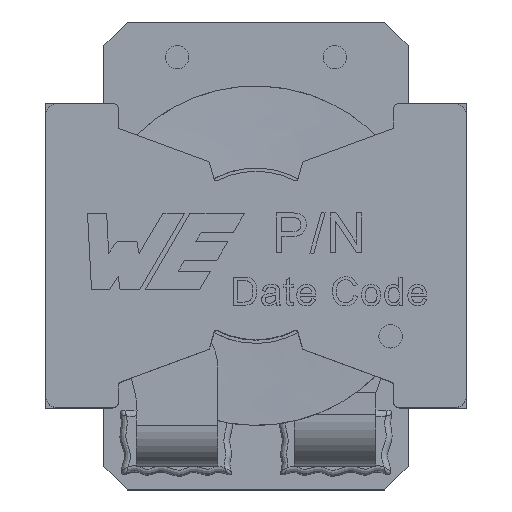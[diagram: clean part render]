
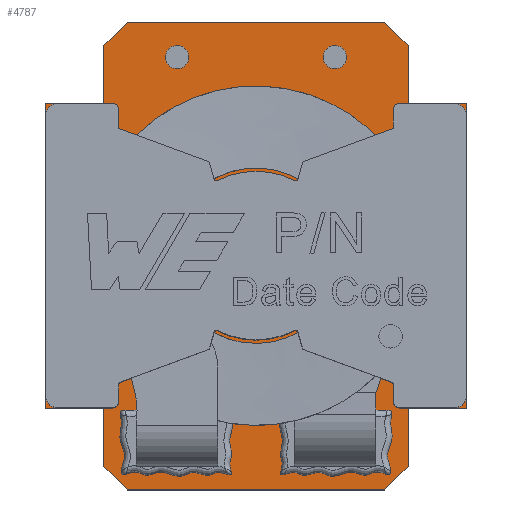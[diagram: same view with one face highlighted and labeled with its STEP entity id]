
A CAD part, top view. The second image highlights one B-rep face of the part: STEP entity #4787.
In plain terms, the highlighted planar face has unit normal (0, 0, 1).
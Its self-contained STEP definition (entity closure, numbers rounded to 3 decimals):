
#341=LINE('',#7058,#788);
#342=LINE('',#7061,#789);
#343=LINE('',#7063,#790);
#344=LINE('',#7065,#791);
#345=LINE('',#7068,#792);
#346=LINE('',#7071,#793);
#347=LINE('',#7073,#794);
#348=LINE('',#7075,#795);
#349=LINE('',#7077,#796);
#350=LINE('',#7079,#797);
#351=LINE('',#7081,#798);
#352=LINE('',#7083,#799);
#353=LINE('',#7085,#800);
#354=LINE('',#7087,#801);
#355=LINE('',#7089,#802);
#356=LINE('',#7091,#803);
#357=LINE('',#7093,#804);
#358=LINE('',#7095,#805);
#359=LINE('',#7097,#806);
#360=LINE('',#7099,#807);
#361=LINE('',#7100,#808);
#362=LINE('',#7103,#809);
#363=LINE('',#7105,#810);
#364=LINE('',#7107,#811);
#788=VECTOR('',#5945,1000.);
#789=VECTOR('',#5946,1000.);
#790=VECTOR('',#5947,1000.);
#791=VECTOR('',#5948,1000.);
#792=VECTOR('',#5951,1000.);
#793=VECTOR('',#5952,1000.);
#794=VECTOR('',#5953,1000.);
#795=VECTOR('',#5954,1000.);
#796=VECTOR('',#5955,1000.);
#797=VECTOR('',#5956,1000.);
#798=VECTOR('',#5957,1000.);
#799=VECTOR('',#5958,1000.);
#800=VECTOR('',#5959,1000.);
#801=VECTOR('',#5960,1000.);
#802=VECTOR('',#5961,1000.);
#803=VECTOR('',#5962,1000.);
#804=VECTOR('',#5963,1000.);
#805=VECTOR('',#5964,1000.);
#806=VECTOR('',#5965,1000.);
#807=VECTOR('',#5966,1000.);
#808=VECTOR('',#5967,1000.);
#809=VECTOR('',#5968,1000.);
#810=VECTOR('',#5969,1000.);
#811=VECTOR('',#5970,1000.);
#1235=ORIENTED_EDGE('',*,*,#2655,.F.);
#1236=ORIENTED_EDGE('',*,*,#2656,.F.);
#1237=ORIENTED_EDGE('',*,*,#2657,.F.);
#1238=ORIENTED_EDGE('',*,*,#2658,.F.);
#1239=ORIENTED_EDGE('',*,*,#2659,.F.);
#1240=ORIENTED_EDGE('',*,*,#2660,.T.);
#1241=ORIENTED_EDGE('',*,*,#2661,.T.);
#1242=ORIENTED_EDGE('',*,*,#2662,.T.);
#1243=ORIENTED_EDGE('',*,*,#2663,.T.);
#1244=ORIENTED_EDGE('',*,*,#2664,.T.);
#1245=ORIENTED_EDGE('',*,*,#2665,.T.);
#1246=ORIENTED_EDGE('',*,*,#2666,.T.);
#1247=ORIENTED_EDGE('',*,*,#2667,.T.);
#1248=ORIENTED_EDGE('',*,*,#2668,.T.);
#1249=ORIENTED_EDGE('',*,*,#2669,.T.);
#1250=ORIENTED_EDGE('',*,*,#2670,.T.);
#1251=ORIENTED_EDGE('',*,*,#2671,.T.);
#1252=ORIENTED_EDGE('',*,*,#2672,.T.);
#1253=ORIENTED_EDGE('',*,*,#2673,.T.);
#1254=ORIENTED_EDGE('',*,*,#2674,.T.);
#1255=ORIENTED_EDGE('',*,*,#2675,.T.);
#1256=ORIENTED_EDGE('',*,*,#2676,.T.);
#1257=ORIENTED_EDGE('',*,*,#2677,.T.);
#1258=ORIENTED_EDGE('',*,*,#2678,.T.);
#1259=ORIENTED_EDGE('',*,*,#2679,.T.);
#1260=ORIENTED_EDGE('',*,*,#2680,.T.);
#2655=EDGE_CURVE('',#3365,#3365,#3838,.T.);
#2656=EDGE_CURVE('',#3366,#3367,#341,.T.);
#2657=EDGE_CURVE('',#3368,#3366,#342,.T.);
#2658=EDGE_CURVE('',#3369,#3368,#343,.T.);
#2659=EDGE_CURVE('',#3367,#3369,#344,.T.);
#2660=EDGE_CURVE('',#3370,#3370,#3839,.T.);
#2661=EDGE_CURVE('',#3371,#3372,#345,.T.);
#2662=EDGE_CURVE('',#3372,#3373,#346,.T.);
#2663=EDGE_CURVE('',#3373,#3374,#347,.T.);
#2664=EDGE_CURVE('',#3374,#3375,#348,.T.);
#2665=EDGE_CURVE('',#3375,#3376,#349,.T.);
#2666=EDGE_CURVE('',#3376,#3377,#350,.T.);
#2667=EDGE_CURVE('',#3377,#3378,#351,.T.);
#2668=EDGE_CURVE('',#3378,#3379,#352,.T.);
#2669=EDGE_CURVE('',#3379,#3380,#353,.T.);
#2670=EDGE_CURVE('',#3380,#3381,#354,.T.);
#2671=EDGE_CURVE('',#3381,#3382,#355,.T.);
#2672=EDGE_CURVE('',#3382,#3383,#356,.T.);
#2673=EDGE_CURVE('',#3383,#3384,#357,.T.);
#2674=EDGE_CURVE('',#3384,#3385,#358,.T.);
#2675=EDGE_CURVE('',#3385,#3386,#359,.T.);
#2676=EDGE_CURVE('',#3386,#3371,#360,.T.);
#2677=EDGE_CURVE('',#3387,#3388,#361,.T.);
#2678=EDGE_CURVE('',#3388,#3389,#362,.T.);
#2679=EDGE_CURVE('',#3389,#3390,#363,.T.);
#2680=EDGE_CURVE('',#3390,#3387,#364,.T.);
#3365=VERTEX_POINT('',#7057);
#3366=VERTEX_POINT('',#7059);
#3367=VERTEX_POINT('',#7060);
#3368=VERTEX_POINT('',#7062);
#3369=VERTEX_POINT('',#7064);
#3370=VERTEX_POINT('',#7067);
#3371=VERTEX_POINT('',#7069);
#3372=VERTEX_POINT('',#7070);
#3373=VERTEX_POINT('',#7072);
#3374=VERTEX_POINT('',#7074);
#3375=VERTEX_POINT('',#7076);
#3376=VERTEX_POINT('',#7078);
#3377=VERTEX_POINT('',#7080);
#3378=VERTEX_POINT('',#7082);
#3379=VERTEX_POINT('',#7084);
#3380=VERTEX_POINT('',#7086);
#3381=VERTEX_POINT('',#7088);
#3382=VERTEX_POINT('',#7090);
#3383=VERTEX_POINT('',#7092);
#3384=VERTEX_POINT('',#7094);
#3385=VERTEX_POINT('',#7096);
#3386=VERTEX_POINT('',#7098);
#3387=VERTEX_POINT('',#7101);
#3388=VERTEX_POINT('',#7102);
#3389=VERTEX_POINT('',#7104);
#3390=VERTEX_POINT('',#7106);
#3838=CIRCLE('',#5607,1.);
#3839=CIRCLE('',#5608,1.);
#3913=EDGE_LOOP('',(#1235));
#3914=EDGE_LOOP('',(#1236,#1237,#1238,#1239));
#3915=EDGE_LOOP('',(#1240));
#3916=EDGE_LOOP('',(#1241,#1242,#1243,#1244,#1245,#1246,#1247,#1248,#1249,
#1250,#1251,#1252,#1253,#1254,#1255,#1256));
#3917=EDGE_LOOP('',(#1257,#1258,#1259,#1260));
#4244=FACE_BOUND('',#3913,.T.);
#4245=FACE_BOUND('',#3914,.T.);
#4246=FACE_BOUND('',#3915,.T.);
#4247=FACE_BOUND('',#3916,.T.);
#4248=FACE_BOUND('',#3917,.T.);
#4575=PLANE('',#5606);
#4787=ADVANCED_FACE('',(#4244,#4245,#4246,#4247,#4248),#4575,.T.);
#5606=AXIS2_PLACEMENT_3D('',#7055,#5941,#5942);
#5607=AXIS2_PLACEMENT_3D('',#7056,#5943,#5944);
#5608=AXIS2_PLACEMENT_3D('',#7066,#5949,#5950);
#5941=DIRECTION('',(0.,0.,1.));
#5942=DIRECTION('',(1.,0.,0.));
#5943=DIRECTION('',(0.,0.,1.));
#5944=DIRECTION('',(1.,0.,0.));
#5945=DIRECTION('',(0.,1.,0.));
#5946=DIRECTION('',(1.,0.,0.));
#5947=DIRECTION('',(0.,-1.,0.));
#5948=DIRECTION('',(-1.,0.,0.));
#5949=DIRECTION('',(0.,0.,-1.));
#5950=DIRECTION('',(1.,0.,0.));
#5951=DIRECTION('',(1.,0.,0.));
#5952=DIRECTION('',(0.707,0.707,0.));
#5953=DIRECTION('',(0.,1.,0.));
#5954=DIRECTION('',(1.,0.,0.));
#5955=DIRECTION('',(0.,1.,0.));
#5956=DIRECTION('',(-1.,0.,0.));
#5957=DIRECTION('',(0.,1.,0.));
#5958=DIRECTION('',(-0.707,0.707,0.));
#5959=DIRECTION('',(-1.,0.,0.));
#5960=DIRECTION('',(-0.707,-0.707,0.));
#5961=DIRECTION('',(0.,-1.,0.));
#5962=DIRECTION('',(-1.,0.,0.));
#5963=DIRECTION('',(0.,-1.,0.));
#5964=DIRECTION('',(1.,0.,0.));
#5965=DIRECTION('',(0.,-1.,0.));
#5966=DIRECTION('',(0.707,-0.707,0.));
#5967=DIRECTION('',(-1.,0.,0.));
#5968=DIRECTION('',(0.,1.,0.));
#5969=DIRECTION('',(1.,0.,0.));
#5970=DIRECTION('',(0.,-1.,0.));
#7055=CARTESIAN_POINT('',(0.,0.,4.));
#7056=CARTESIAN_POINT('',(6.75,17.,4.));
#7057=CARTESIAN_POINT('',(7.75,17.,4.));
#7058=CARTESIAN_POINT('',(10.75,-18.5,4.));
#7059=CARTESIAN_POINT('',(10.75,-18.5,4.));
#7060=CARTESIAN_POINT('',(10.75,-15.5,4.));
#7061=CARTESIAN_POINT('',(2.75,-18.5,4.));
#7062=CARTESIAN_POINT('',(2.75,-18.5,4.));
#7063=CARTESIAN_POINT('',(2.75,-15.5,4.));
#7064=CARTESIAN_POINT('',(2.75,-15.5,4.));
#7065=CARTESIAN_POINT('',(10.75,-15.5,4.));
#7066=CARTESIAN_POINT('',(-6.75,17.,4.));
#7067=CARTESIAN_POINT('',(-5.75,17.,4.));
#7068=CARTESIAN_POINT('',(-18.,-20.,4.));
#7069=CARTESIAN_POINT('',(-11.,-20.,4.));
#7070=CARTESIAN_POINT('',(11.,-20.,4.));
#7071=CARTESIAN_POINT('',(15.5,-15.5,4.));
#7072=CARTESIAN_POINT('',(13.,-18.,4.));
#7073=CARTESIAN_POINT('',(13.,-20.,4.));
#7074=CARTESIAN_POINT('',(13.,-13.,4.));
#7075=CARTESIAN_POINT('',(18.,-13.,4.));
#7076=CARTESIAN_POINT('',(18.,-13.,4.));
#7077=CARTESIAN_POINT('',(18.,-20.,4.));
#7078=CARTESIAN_POINT('',(18.,13.,4.));
#7079=CARTESIAN_POINT('',(18.,13.,4.));
#7080=CARTESIAN_POINT('',(13.,13.,4.));
#7081=CARTESIAN_POINT('',(13.,13.,4.));
#7082=CARTESIAN_POINT('',(13.,18.,4.));
#7083=CARTESIAN_POINT('',(15.5,15.5,4.));
#7084=CARTESIAN_POINT('',(11.,20.,4.));
#7085=CARTESIAN_POINT('',(18.,20.,4.));
#7086=CARTESIAN_POINT('',(-11.,20.,4.));
#7087=CARTESIAN_POINT('',(-15.5,15.5,4.));
#7088=CARTESIAN_POINT('',(-13.,18.,4.));
#7089=CARTESIAN_POINT('',(-13.,18.,4.));
#7090=CARTESIAN_POINT('',(-13.,13.,4.));
#7091=CARTESIAN_POINT('',(-18.,13.,4.));
#7092=CARTESIAN_POINT('',(-18.,13.,4.));
#7093=CARTESIAN_POINT('',(-18.,20.,4.));
#7094=CARTESIAN_POINT('',(-18.,-13.,4.));
#7095=CARTESIAN_POINT('',(-18.,-13.,4.));
#7096=CARTESIAN_POINT('',(-13.,-13.,4.));
#7097=CARTESIAN_POINT('',(-13.,-13.,4.));
#7098=CARTESIAN_POINT('',(-13.,-18.,4.));
#7099=CARTESIAN_POINT('',(-15.5,-15.5,4.));
#7100=CARTESIAN_POINT('',(-2.75,-18.5,4.));
#7101=CARTESIAN_POINT('',(-2.75,-18.5,4.));
#7102=CARTESIAN_POINT('',(-10.75,-18.5,4.));
#7103=CARTESIAN_POINT('',(-10.75,-18.5,4.));
#7104=CARTESIAN_POINT('',(-10.75,-15.5,4.));
#7105=CARTESIAN_POINT('',(-10.75,-15.5,4.));
#7106=CARTESIAN_POINT('',(-2.75,-15.5,4.));
#7107=CARTESIAN_POINT('',(-2.75,-15.5,4.));
